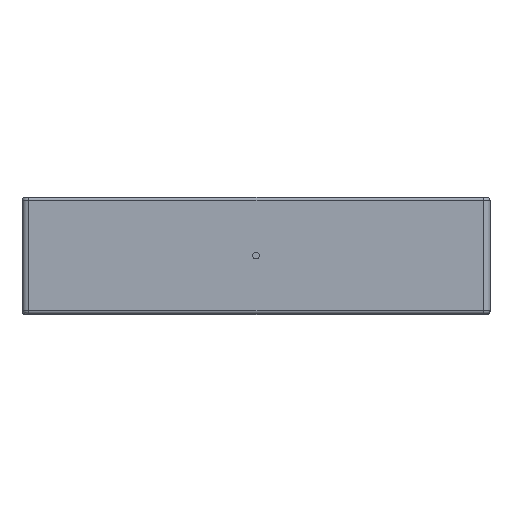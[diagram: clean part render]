
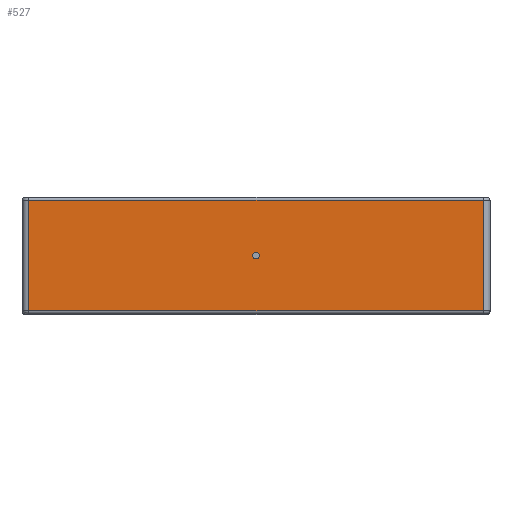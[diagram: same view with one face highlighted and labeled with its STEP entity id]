
A CAD part, top view. The second image highlights one B-rep face of the part: STEP entity #527.
In plain terms, the highlighted planar face has unit normal (0, 0, 1).
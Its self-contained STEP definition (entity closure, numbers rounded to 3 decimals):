
#13 = ORIENTED_EDGE ( 'NONE', *, *, #406, .F. ) ;
#35 = VECTOR ( 'NONE', #758, 1000. ) ;
#42 = VERTEX_POINT ( 'NONE', #184 ) ;
#62 = LINE ( 'NONE', #204, #35 ) ;
#71 = CARTESIAN_POINT ( 'NONE',  ( -6.8, -1.65, 7. ) ) ;
#78 = VECTOR ( 'NONE', #1120, 1000. ) ;
#79 = DIRECTION ( 'NONE',  ( -1., 0., 0. ) ) ;
#94 = FACE_OUTER_BOUND ( 'NONE', #761, .T. ) ;
#130 = DIRECTION ( 'NONE',  ( 0., 0., 1. ) ) ;
#144 = CARTESIAN_POINT ( 'NONE',  ( 0., 0., 7. ) ) ;
#162 = VECTOR ( 'NONE', #542, 1000. ) ;
#184 = CARTESIAN_POINT ( 'NONE',  ( 6.8, -1.65, 7. ) ) ;
#192 = CIRCLE ( 'NONE', #528, 0.1 ) ;
#201 = ORIENTED_EDGE ( 'NONE', *, *, #629, .T. ) ;
#204 = CARTESIAN_POINT ( 'NONE',  ( -7., 1.65, 7. ) ) ;
#270 = AXIS2_PLACEMENT_3D ( 'NONE', #738, #844, #79 ) ;
#276 = LINE ( 'NONE', #1037, #78 ) ;
#312 = VERTEX_POINT ( 'NONE', #713 ) ;
#322 = FACE_BOUND ( 'NONE', #1064, .T. ) ;
#385 = ORIENTED_EDGE ( 'NONE', *, *, #573, .T. ) ;
#406 = EDGE_CURVE ( 'NONE', #600, #764, #411, .T. ) ;
#410 = VECTOR ( 'NONE', #784, 1000. ) ;
#411 = CIRCLE ( 'NONE', #915, 0.1 ) ;
#445 = VERTEX_POINT ( 'NONE', #71 ) ;
#524 = CARTESIAN_POINT ( 'NONE',  ( -6.8, 1.65, 7. ) ) ;
#527 = ADVANCED_FACE ( 'NONE', ( #322, #94 ), #661, .F. ) ;
#528 = AXIS2_PLACEMENT_3D ( 'NONE', #667, #1115, #558 ) ;
#541 = ORIENTED_EDGE ( 'NONE', *, *, #757, .T. ) ;
#542 = DIRECTION ( 'NONE',  ( 0., -1., 0. ) ) ;
#557 = EDGE_CURVE ( 'NONE', #764, #600, #192, .T. ) ;
#558 = DIRECTION ( 'NONE',  ( 1., 0., 0. ) ) ;
#567 = ORIENTED_EDGE ( 'NONE', *, *, #995, .T. ) ;
#573 = EDGE_CURVE ( 'NONE', #445, #42, #276, .T. ) ;
#600 = VERTEX_POINT ( 'NONE', #940 ) ;
#623 = CARTESIAN_POINT ( 'NONE',  ( -6.8, 1.75, 7. ) ) ;
#629 = EDGE_CURVE ( 'NONE', #312, #975, #62, .T. ) ;
#661 = PLANE ( 'NONE',  #270 ) ;
#667 = CARTESIAN_POINT ( 'NONE',  ( 0., 0., 7. ) ) ;
#673 = LINE ( 'NONE', #623, #162 ) ;
#713 = CARTESIAN_POINT ( 'NONE',  ( 6.8, 1.65, 7. ) ) ;
#738 = CARTESIAN_POINT ( 'NONE',  ( -7., 1.75, 7. ) ) ;
#757 = EDGE_CURVE ( 'NONE', #42, #312, #826, .T. ) ;
#758 = DIRECTION ( 'NONE',  ( -1., 0., 0. ) ) ;
#761 = EDGE_LOOP ( 'NONE', ( #567, #385, #541, #201 ) ) ;
#764 = VERTEX_POINT ( 'NONE', #1068 ) ;
#784 = DIRECTION ( 'NONE',  ( 0., 1., 0. ) ) ;
#826 = LINE ( 'NONE', #874, #410 ) ;
#844 = DIRECTION ( 'NONE',  ( 0., 0., -1. ) ) ;
#874 = CARTESIAN_POINT ( 'NONE',  ( 6.8, 1.75, 7. ) ) ;
#915 = AXIS2_PLACEMENT_3D ( 'NONE', #144, #130, #1000 ) ;
#940 = CARTESIAN_POINT ( 'NONE',  ( 0.1, 0., 7. ) ) ;
#975 = VERTEX_POINT ( 'NONE', #524 ) ;
#995 = EDGE_CURVE ( 'NONE', #975, #445, #673, .T. ) ;
#1000 = DIRECTION ( 'NONE',  ( 1., 0., 0. ) ) ;
#1035 = ORIENTED_EDGE ( 'NONE', *, *, #557, .F. ) ;
#1037 = CARTESIAN_POINT ( 'NONE',  ( 6.8, -1.65, 7. ) ) ;
#1064 = EDGE_LOOP ( 'NONE', ( #13, #1035 ) ) ;
#1068 = CARTESIAN_POINT ( 'NONE',  ( -0.1, 0., 7. ) ) ;
#1115 = DIRECTION ( 'NONE',  ( 0., 0., 1. ) ) ;
#1120 = DIRECTION ( 'NONE',  ( 1., 0., 0. ) ) ;
